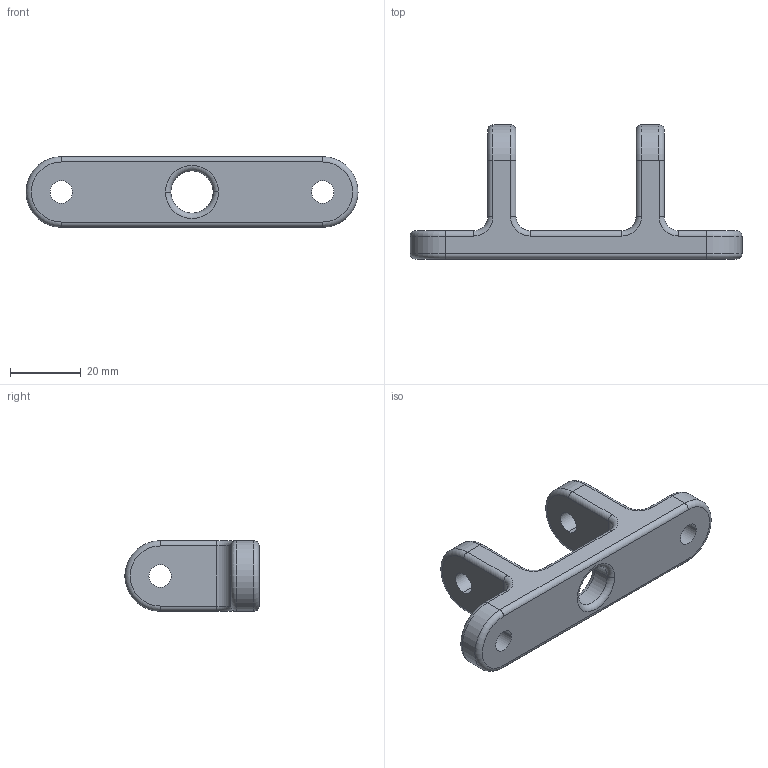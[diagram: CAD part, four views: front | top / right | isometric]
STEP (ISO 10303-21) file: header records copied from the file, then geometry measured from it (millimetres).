
FILE_DESCRIPTION((''),'2;1');
FILE_NAME('BASE_HINGE_FORK','2021-07-21T17:05:05',('bjgra'),(''),'CREO PARAMETRIC BY PTC INC, 2020281','CREO PARAMETRIC BY PTC INC, 2020281','');
FILE_SCHEMA(('CONFIG_CONTROL_DESIGN'));
Length unit declared in the file: millimetre
Products named in the file (1): BASE_HINGE_FORK
Bounding box: 94 x 38 x 20 mm (x, y, z)
Volume: 21267.2 mm3; surface area: 8202 mm2
Topology: 1 solids, 1 shells, 64 faces, 150 edges, 88 vertices
Faces by surface type: cylinder 34, torus 20, plane 10
Entity records: 1896 total; most frequent: DIRECTION 370, CARTESIAN_POINT 302, ORIENTED_EDGE 300, AXIS2_PLACEMENT_3D 156, EDGE_CURVE 150, CIRCLE 92, VERTEX_POINT 88, EDGE_LOOP 74
